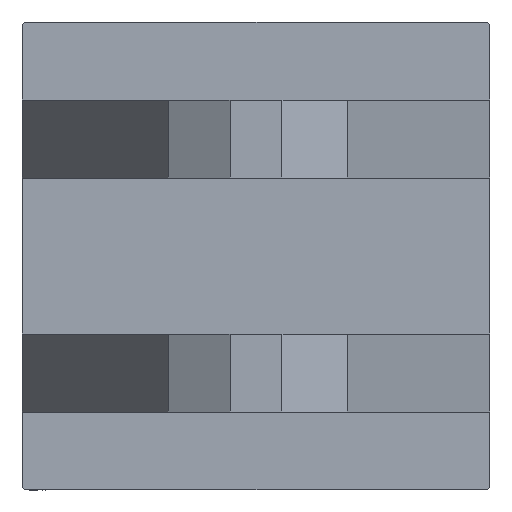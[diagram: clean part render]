
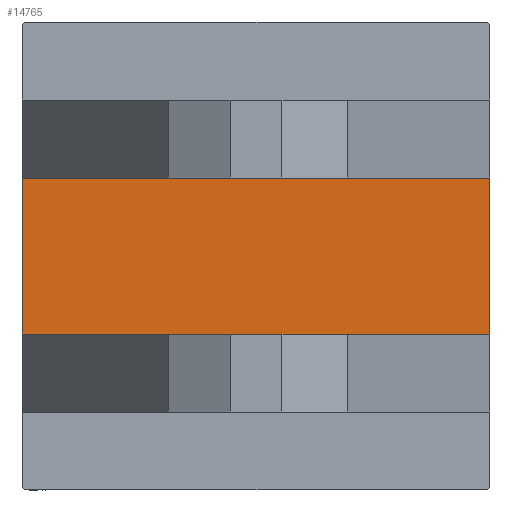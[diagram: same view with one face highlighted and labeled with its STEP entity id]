
A CAD part, left-side view. The second image highlights one B-rep face of the part: STEP entity #14765.
In plain terms, the highlighted planar face has unit normal (-1, 0, 0).
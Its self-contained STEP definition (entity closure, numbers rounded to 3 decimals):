
#1614 = DIRECTION ( 'NONE',  ( -1., 0., 0. ) ) ;
#4647 = CARTESIAN_POINT ( 'NONE',  ( 0., 45., -45. ) ) ;
#6763 = ORIENTED_EDGE ( 'NONE', *, *, #41093, .F. ) ;
#6929 = DIRECTION ( 'NONE',  ( 0., -1., 0. ) ) ;
#8535 = LINE ( 'NONE', #28612, #20784 ) ;
#8953 = CARTESIAN_POINT ( 'NONE',  ( 0., -15., -45. ) ) ;
#9331 = AXIS2_PLACEMENT_3D ( 'NONE', #36441, #1614, #12041 ) ;
#10723 = LINE ( 'NONE', #41739, #40861 ) ;
#12041 = DIRECTION ( 'NONE',  ( 0., 0., 1. ) ) ;
#14386 = VERTEX_POINT ( 'NONE', #42871 ) ;
#14765 = ADVANCED_FACE ( 'NONE', ( #16115 ), #16869, .T. ) ;
#15154 = CARTESIAN_POINT ( 'NONE',  ( 0., 15., -45. ) ) ;
#16115 = FACE_OUTER_BOUND ( 'NONE', #42224, .T. ) ;
#16869 = PLANE ( 'NONE',  #9331 ) ;
#17356 = DIRECTION ( 'NONE',  ( 0., 0., -1. ) ) ;
#17380 = VECTOR ( 'NONE', #17356, 1000. ) ;
#19682 = CARTESIAN_POINT ( 'NONE',  ( 0., 15., 45. ) ) ;
#20784 = VECTOR ( 'NONE', #28112, 1000. ) ;
#20907 = ORIENTED_EDGE ( 'NONE', *, *, #33963, .F. ) ;
#23743 = VECTOR ( 'NONE', #47084, 1000. ) ;
#28112 = DIRECTION ( 'NONE',  ( 0., 0., -1. ) ) ;
#28302 = CARTESIAN_POINT ( 'NONE',  ( 0., 15., 45. ) ) ;
#28612 = CARTESIAN_POINT ( 'NONE',  ( 0., -15., 45. ) ) ;
#30790 = VERTEX_POINT ( 'NONE', #8953 ) ;
#31599 = EDGE_CURVE ( 'NONE', #37597, #30790, #44040, .T. ) ;
#33963 = EDGE_CURVE ( 'NONE', #46784, #14386, #10723, .T. ) ;
#36201 = EDGE_CURVE ( 'NONE', #46784, #37597, #36675, .T. ) ;
#36441 = CARTESIAN_POINT ( 'NONE',  ( 0., 0., 0. ) ) ;
#36675 = LINE ( 'NONE', #28302, #17380 ) ;
#37597 = VERTEX_POINT ( 'NONE', #15154 ) ;
#38152 = ORIENTED_EDGE ( 'NONE', *, *, #31599, .T. ) ;
#40861 = VECTOR ( 'NONE', #6929, 1000. ) ;
#41093 = EDGE_CURVE ( 'NONE', #14386, #30790, #8535, .T. ) ;
#41739 = CARTESIAN_POINT ( 'NONE',  ( 0., 45., 45. ) ) ;
#42224 = EDGE_LOOP ( 'NONE', ( #38152, #6763, #20907, #46256 ) ) ;
#42871 = CARTESIAN_POINT ( 'NONE',  ( 0., -15., 45. ) ) ;
#44040 = LINE ( 'NONE', #4647, #23743 ) ;
#46256 = ORIENTED_EDGE ( 'NONE', *, *, #36201, .T. ) ;
#46784 = VERTEX_POINT ( 'NONE', #19682 ) ;
#47084 = DIRECTION ( 'NONE',  ( 0., -1., 0. ) ) ;
